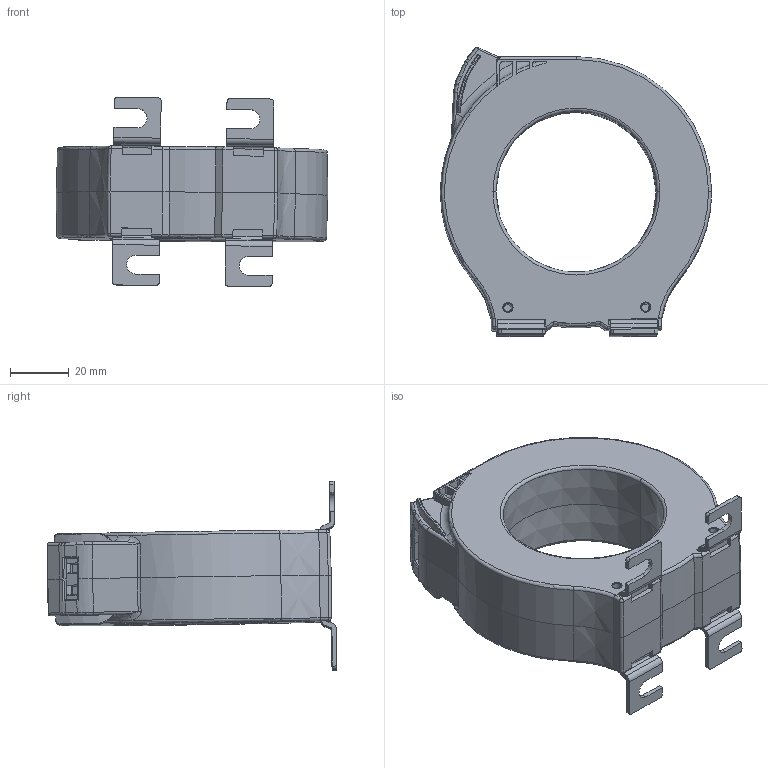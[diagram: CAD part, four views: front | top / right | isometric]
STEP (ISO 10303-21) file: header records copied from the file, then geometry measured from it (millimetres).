
FILE_DESCRIPTION((''),'2;1');
FILE_NAME('WGC_55_SW0001','2021-03-25T10:27:38',('esors'),(''),'CREO PARAMETRIC BY PTC INC, 2018260','CREO PARAMETRIC BY PTC INC, 2018260','');
FILE_SCHEMA(('AUTOMOTIVE_DESIGN { 1 0 10303 214 1 1 1 1 }'));
Length unit declared in the file: millimetre
Products named in the file (1): WGC_55_SW0001
Bounding box: 92.63 x 98.89 x 64.55 mm (x, y, z)
Surface area: 30398.2 mm2 (no closed solid volume)
Topology: 0 solids, 10 shells, 388 faces, 1144 edges, 757 vertices
Faces by surface type: plane 176, cylinder 100, torus 44, cone 36, bspline 28, sphere 4
Entity records: 21222 total; most frequent: CARTESIAN_POINT 6232, ORIENTED_EDGE 2032, DIRECTION 1883, COLOUR_RGB 1578, PRESENTATION_STYLE_ASSIGNMENT 1142, STYLED_ITEM 1142, CURVE_STYLE 1138, EDGE_CURVE 1138
